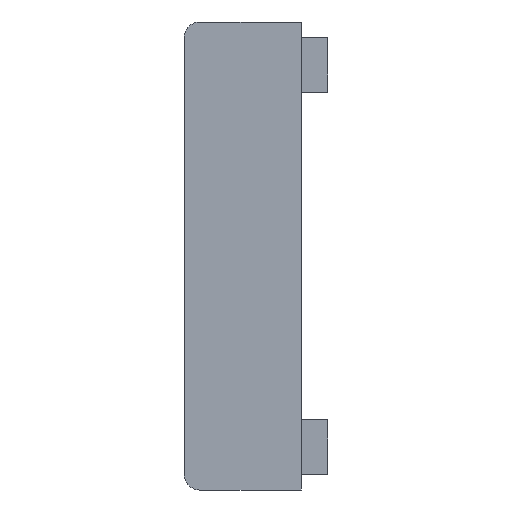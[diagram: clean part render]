
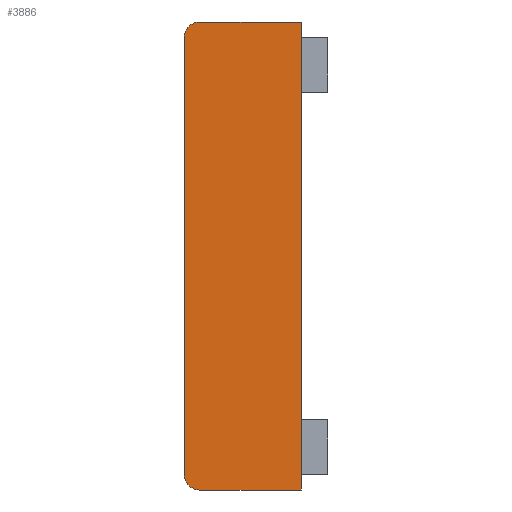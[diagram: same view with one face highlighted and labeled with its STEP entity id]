
A CAD part, left-side view. The second image highlights one B-rep face of the part: STEP entity #3886.
In plain terms, the highlighted planar face has unit normal (-1, 0, 0).
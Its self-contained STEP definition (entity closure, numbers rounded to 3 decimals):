
#787 = CARTESIAN_POINT ( 'NONE',  ( 0., 15., 0. ) ) ;
#791 = PLANE ( 'NONE',  #1483 ) ;
#793 = DIRECTION ( 'NONE',  ( 1., 0., 0. ) ) ;
#794 = DIRECTION ( 'NONE',  ( 0., 0., -1. ) ) ;
#834 = EDGE_CURVE ( 'NONE', #5531, #5609, #2900, .T. ) ;
#835 = EDGE_CURVE ( 'NONE', #5531, #5134, #2902, .T. ) ;
#836 = EDGE_CURVE ( 'NONE', #5134, #5404, #2892, .T. ) ;
#837 = EDGE_CURVE ( 'NONE', #5415, #5417, #2905, .T. ) ;
#838 = EDGE_CURVE ( 'NONE', #5415, #5609, #2907, .T. ) ;
#1013 = CARTESIAN_POINT ( 'NONE',  ( 0., 0., 0. ) ) ;
#1046 = DIRECTION ( 'NONE',  ( 0., 0., 1. ) ) ;
#1447 = AXIS2_PLACEMENT_3D ( 'NONE', #4172, #4169, #2300 ) ;
#1448 = AXIS2_PLACEMENT_3D ( 'NONE', #2287, #2283, #2290 ) ;
#1483 = AXIS2_PLACEMENT_3D ( 'NONE', #787, #793, #794 ) ;
#1555 = ORIENTED_EDGE ( 'NONE', *, *, #834, .F. ) ;
#1873 = CARTESIAN_POINT ( 'NONE',  ( 0., 13., -60. ) ) ;
#1974 = CARTESIAN_POINT ( 'NONE',  ( 0., 0., -60. ) ) ;
#1984 = CARTESIAN_POINT ( 'NONE',  ( 0., 13., 0. ) ) ;
#1985 = CARTESIAN_POINT ( 'NONE',  ( 0., 0., 0. ) ) ;
#2056 = CARTESIAN_POINT ( 'NONE',  ( 0., 15., -58. ) ) ;
#2086 = CARTESIAN_POINT ( 'NONE',  ( 0., 15., -2. ) ) ;
#2283 = DIRECTION ( 'NONE',  ( -1., 0., 0. ) ) ;
#2287 = CARTESIAN_POINT ( 'NONE',  ( 0., 13., -2. ) ) ;
#2290 = DIRECTION ( 'NONE',  ( 0., 0., -1. ) ) ;
#2297 = DIRECTION ( 'NONE',  ( 0., -1., 0. ) ) ;
#2300 = DIRECTION ( 'NONE',  ( 0., 0., -1. ) ) ;
#2304 = CARTESIAN_POINT ( 'NONE',  ( 0., 15., 0. ) ) ;
#2308 = ORIENTED_EDGE ( 'NONE', *, *, #3756, .T. ) ;
#2316 = ORIENTED_EDGE ( 'NONE', *, *, #836, .T. ) ;
#2317 = ORIENTED_EDGE ( 'NONE', *, *, #835, .T. ) ;
#2328 = ORIENTED_EDGE ( 'NONE', *, *, #837, .F. ) ;
#2334 = ORIENTED_EDGE ( 'NONE', *, *, #838, .T. ) ;
#2892 = LINE ( 'NONE', #4187, #2906 ) ;
#2900 = LINE ( 'NONE', #4194, #2903 ) ;
#2902 = CIRCLE ( 'NONE', #1447, 2. ) ;
#2903 = VECTOR ( 'NONE', #4182, 1000. ) ;
#2905 = LINE ( 'NONE', #2304, #2908 ) ;
#2906 = VECTOR ( 'NONE', #4173, 1000. ) ;
#2907 = CIRCLE ( 'NONE', #1448, 2. ) ;
#2908 = VECTOR ( 'NONE', #2297, 1000. ) ;
#3294 = LINE ( 'NONE', #1013, #3297 ) ;
#3297 = VECTOR ( 'NONE', #1046, 1000. ) ;
#3401 = FACE_OUTER_BOUND ( 'NONE', #5212, .T. ) ;
#3756 = EDGE_CURVE ( 'NONE', #5404, #5417, #3294, .T. ) ;
#3886 = ADVANCED_FACE ( 'NONE', ( #3401 ), #791, .F. ) ;
#4169 = DIRECTION ( 'NONE',  ( -1., 0., 0. ) ) ;
#4172 = CARTESIAN_POINT ( 'NONE',  ( 0., 13., -58. ) ) ;
#4173 = DIRECTION ( 'NONE',  ( 0., -1., 0. ) ) ;
#4182 = DIRECTION ( 'NONE',  ( 0., 0., 1. ) ) ;
#4187 = CARTESIAN_POINT ( 'NONE',  ( 0., 15., -60. ) ) ;
#4194 = CARTESIAN_POINT ( 'NONE',  ( 0., 15., 0. ) ) ;
#5134 = VERTEX_POINT ( 'NONE', #1873 ) ;
#5212 = EDGE_LOOP ( 'NONE', ( #1555, #2317, #2316, #2308, #2328, #2334 ) ) ;
#5404 = VERTEX_POINT ( 'NONE', #1974 ) ;
#5415 = VERTEX_POINT ( 'NONE', #1984 ) ;
#5417 = VERTEX_POINT ( 'NONE', #1985 ) ;
#5531 = VERTEX_POINT ( 'NONE', #2056 ) ;
#5609 = VERTEX_POINT ( 'NONE', #2086 ) ;
